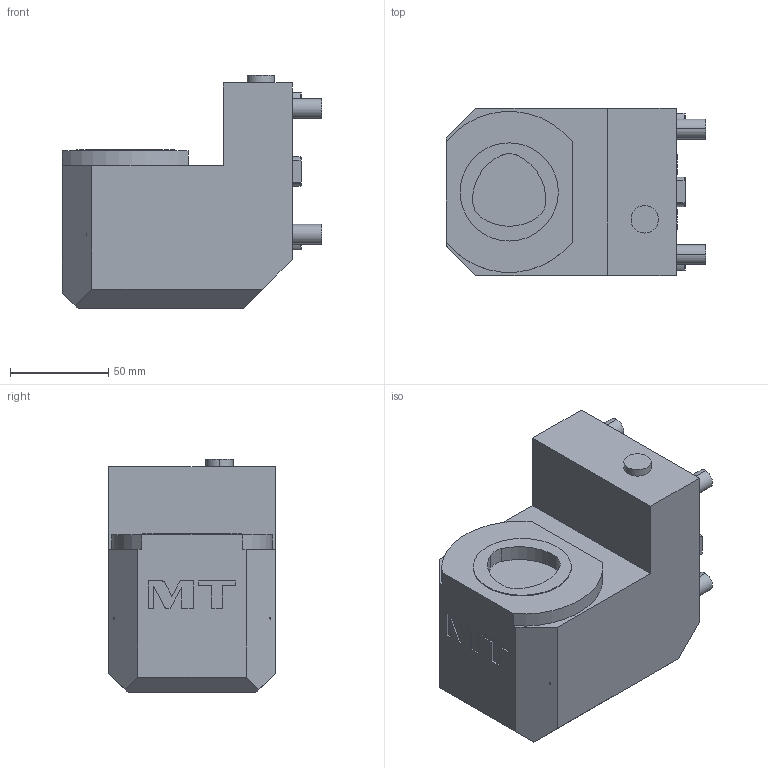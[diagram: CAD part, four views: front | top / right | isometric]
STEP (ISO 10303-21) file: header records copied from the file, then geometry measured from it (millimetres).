
FILE_DESCRIPTION((''),'2;1');
FILE_NAME('DWO2435010_CONF','2024-05-13T08:48:18',('gvalli'),('M.T. srl'),'CREO PARAMETRIC BY PTC INC, 2021072','CREO PARAMETRIC BY PTC INC, 2021072','');
FILE_SCHEMA(('CONFIG_CONTROL_DESIGN'));
Length unit declared in the file: millimetre
Products named in the file (1): DWO2435010_CONF
Bounding box: 132 x 85 x 119 mm (x, y, z)
Volume: 832513.6 mm3; surface area: 60362.1 mm2
Topology: 1 solids, 1 shells, 104 faces, 259 edges, 174 vertices
Faces by surface type: plane 60, cylinder 28, cone 8, torus 6, extrusion 2
Entity records: 3340 total; most frequent: CARTESIAN_POINT 776, ORIENTED_EDGE 518, DIRECTION 517, EDGE_CURVE 259, AXIS2_PLACEMENT_3D 178, VERTEX_POINT 174, VECTOR 161, LINE 159
